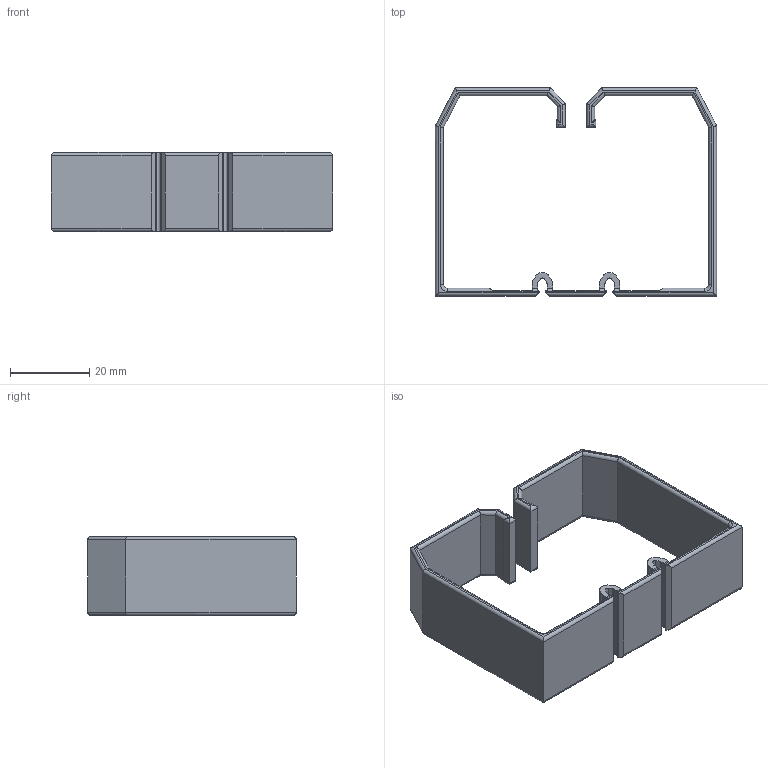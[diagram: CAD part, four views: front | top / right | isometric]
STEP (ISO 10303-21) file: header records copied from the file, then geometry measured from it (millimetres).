
FILE_DESCRIPTION (( 'STEP AP214' ), '1' );
FILE_NAME ('0.1.0.0.553385.STEP', '2024-09-24T08:09:40', ( '' ), ( '' ), 'SwSTEP 2.0', 'SolidWorks 2023', '' );
FILE_SCHEMA (( 'AUTOMOTIVE_DESIGN' ));
Length unit declared in the file: millimetre
Products named in the file (1): 0.1.0.0.553385
Bounding box: 71 x 52.6 x 20 mm (x, y, z)
Volume: 9359.8 mm3; surface area: 10892.2 mm2
Topology: 1 solids, 1 shells, 172 faces, 450 edges, 280 vertices
Faces by surface type: cylinder 86, plane 82, torus 4
Entity records: 5285 total; most frequent: CARTESIAN_POINT 1231, ORIENTED_EDGE 900, DIRECTION 780, EDGE_CURVE 450, VECTOR 306, LINE 306, VERTEX_POINT 280, AXIS2_PLACEMENT_3D 237
